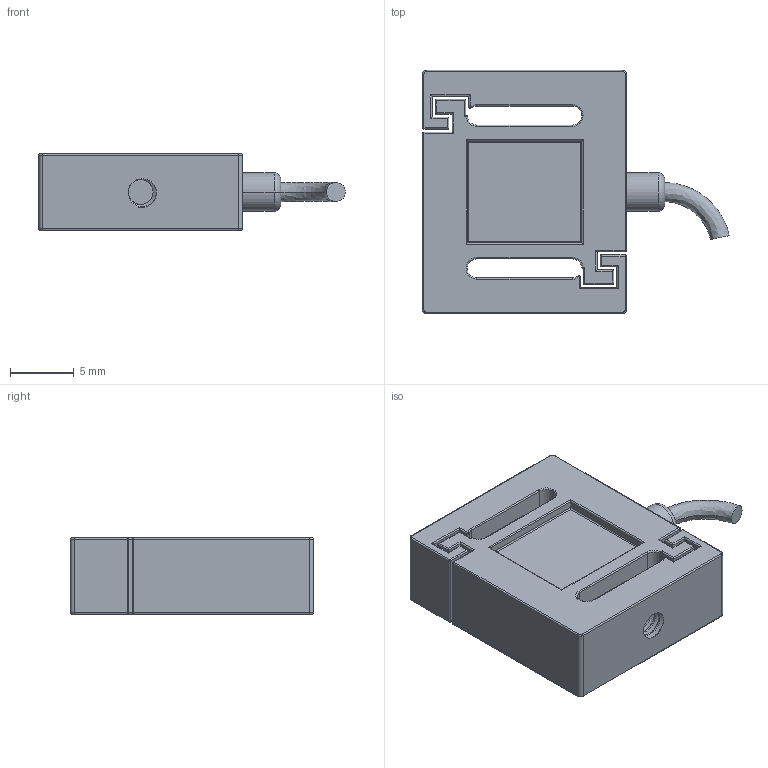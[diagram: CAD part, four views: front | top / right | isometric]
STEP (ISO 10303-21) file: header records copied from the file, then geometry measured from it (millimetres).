
FILE_DESCRIPTION (( 'STEP AP214' ), '1' );
FILE_NAME ('JLBS-MD-M3.STEP', '2025-05-30T07:36:12', ( '微软用户' ), ( '微软中国' ), 'SwSTEP 2.0', 'SolidWorks 2020', '' );
FILE_SCHEMA (( 'AUTOMOTIVE_DESIGN' ));
Length unit declared in the file: millimetre
Products named in the file (1): JLBS-MD-M3
Bounding box: 24.08 x 19.1 x 6 mm (x, y, z)
Volume: 1548.3 mm3; surface area: 1564.5 mm2
Topology: 1 solids, 1 shells, 231 faces, 551 edges, 312 vertices
Faces by surface type: cylinder 133, plane 50, torus 24, sphere 16, bspline 8
Entity records: 8603 total; most frequent: CARTESIAN_POINT 3351, ORIENTED_EDGE 1066, DIRECTION 995, EDGE_CURVE 533, AXIS2_PLACEMENT_3D 366, VERTEX_POINT 308, LINE 263, VECTOR 263
